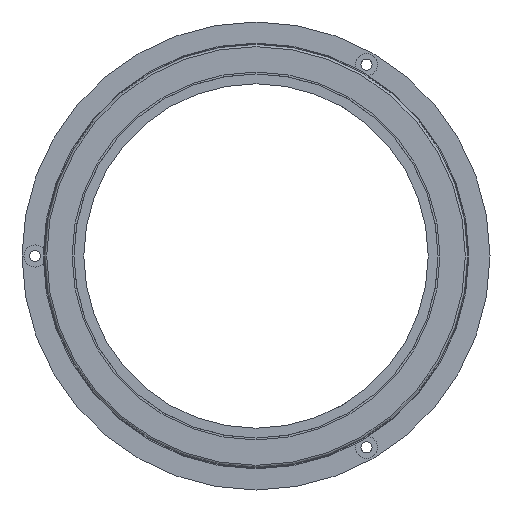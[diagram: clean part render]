
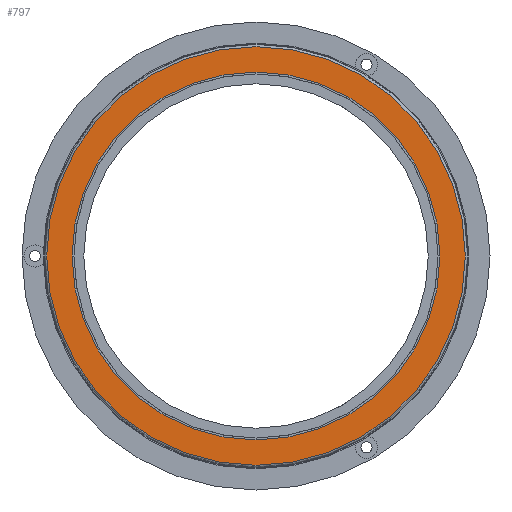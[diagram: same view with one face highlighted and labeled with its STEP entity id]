
A CAD part, left-side view. The second image highlights one B-rep face of the part: STEP entity #797.
In plain terms, the highlighted planar face has unit normal (-1, 0, 0).
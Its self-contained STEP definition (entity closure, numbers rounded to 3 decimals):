
#797 = ADVANCED_FACE ( 'NONE', ( #32446, #38048 ), #58757, .T. ) ;
#2163 = DIRECTION ( 'NONE',  ( 1., 0., 0. ) ) ;
#10069 = CARTESIAN_POINT ( 'NONE',  ( -1., 32.2, 0. ) ) ;
#19960 = AXIS2_PLACEMENT_3D ( 'NONE', #50113, #2163, #23499 ) ;
#20629 = EDGE_LOOP ( 'NONE', ( #63434 ) ) ;
#21925 = CARTESIAN_POINT ( 'NONE',  ( -1., 28.3, 0. ) ) ;
#23499 = DIRECTION ( 'NONE',  ( 0., 1., 0. ) ) ;
#32446 = FACE_BOUND ( 'NONE', #20629, .T. ) ;
#34565 = VERTEX_POINT ( 'NONE', #67188 ) ;
#36315 = VERTEX_POINT ( 'NONE', #10069 ) ;
#37408 = EDGE_CURVE ( 'NONE', #34565, #34565, #51176, .T. ) ;
#38048 = FACE_OUTER_BOUND ( 'NONE', #48103, .T. ) ;
#41935 = DIRECTION ( 'NONE',  ( 1., 0., 0. ) ) ;
#42266 = CIRCLE ( 'NONE', #19960, 32.2 ) ;
#43612 = DIRECTION ( 'NONE',  ( 0., -1., 0. ) ) ;
#44552 = ORIENTED_EDGE ( 'NONE', *, *, #61027, .F. ) ;
#47878 = CARTESIAN_POINT ( 'NONE',  ( -1., 0., 0. ) ) ;
#48103 = EDGE_LOOP ( 'NONE', ( #44552 ) ) ;
#48578 = DIRECTION ( 'NONE',  ( 0., 1., 0. ) ) ;
#50113 = CARTESIAN_POINT ( 'NONE',  ( -1., 0., 0. ) ) ;
#51176 = CIRCLE ( 'NONE', #57945, 28.3 ) ;
#53468 = DIRECTION ( 'NONE',  ( -1., 0., 0. ) ) ;
#57945 = AXIS2_PLACEMENT_3D ( 'NONE', #47878, #41935, #48578 ) ;
#58757 = PLANE ( 'NONE',  #67035 ) ;
#61027 = EDGE_CURVE ( 'NONE', #36315, #36315, #42266, .T. ) ;
#63434 = ORIENTED_EDGE ( 'NONE', *, *, #37408, .T. ) ;
#67035 = AXIS2_PLACEMENT_3D ( 'NONE', #21925, #53468, #43612 ) ;
#67188 = CARTESIAN_POINT ( 'NONE',  ( -1., 28.3, 0. ) ) ;
